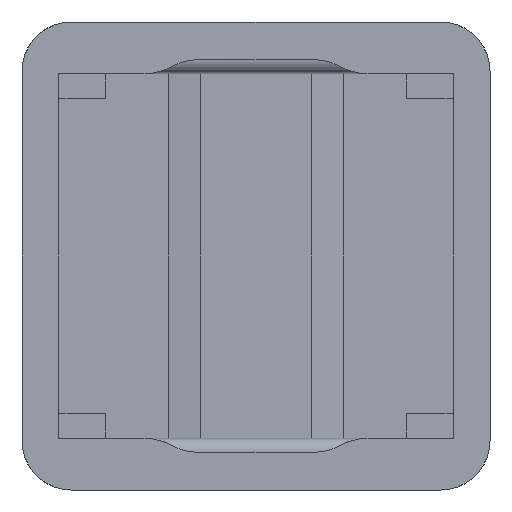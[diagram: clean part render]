
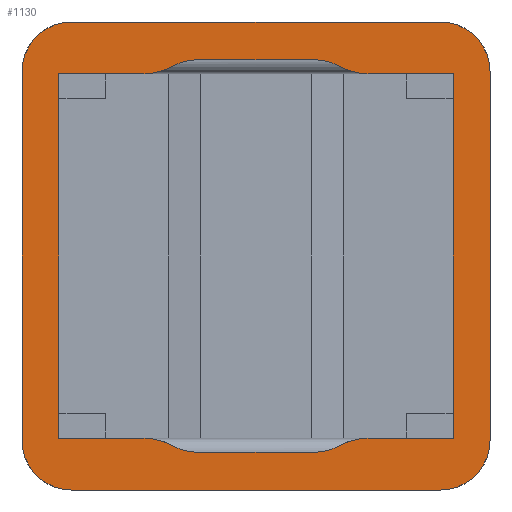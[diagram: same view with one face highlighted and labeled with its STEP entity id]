
A CAD part, front view. The second image highlights one B-rep face of the part: STEP entity #1130.
In plain terms, the highlighted planar face has unit normal (0, -1, 0).
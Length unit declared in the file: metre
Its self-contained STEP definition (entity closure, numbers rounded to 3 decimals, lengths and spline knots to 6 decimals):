
#12=CIRCLE('',#1175,0.002);
#13=CIRCLE('',#1178,0.002);
#14=CIRCLE('',#1181,0.002);
#15=CIRCLE('',#1184,0.002);
#17=CIRCLE('',#1189,0.00175);
#18=CIRCLE('',#1193,0.002);
#20=CIRCLE('',#1196,0.00175);
#21=CIRCLE('',#1200,0.002);
#23=CIRCLE('',#1205,0.00175);
#24=CIRCLE('',#1209,0.002);
#26=CIRCLE('',#1213,0.00175);
#27=CIRCLE('',#1217,0.002);
#278=ORIENTED_EDGE('',*,*,#417,.F.);
#279=ORIENTED_EDGE('',*,*,#456,.T.);
#280=ORIENTED_EDGE('',*,*,#420,.T.);
#281=ORIENTED_EDGE('',*,*,#482,.T.);
#282=ORIENTED_EDGE('',*,*,#527,.T.);
#283=ORIENTED_EDGE('',*,*,#538,.F.);
#284=ORIENTED_EDGE('',*,*,#537,.F.);
#285=ORIENTED_EDGE('',*,*,#487,.F.);
#286=ORIENTED_EDGE('',*,*,#432,.F.);
#287=ORIENTED_EDGE('',*,*,#463,.F.);
#288=ORIENTED_EDGE('',*,*,#405,.T.);
#289=ORIENTED_EDGE('',*,*,#477,.T.);
#290=ORIENTED_EDGE('',*,*,#514,.T.);
#291=ORIENTED_EDGE('',*,*,#520,.T.);
#292=ORIENTED_EDGE('',*,*,#507,.F.);
#293=ORIENTED_EDGE('',*,*,#472,.F.);
#294=ORIENTED_EDGE('',*,*,#531,.T.);
#295=ORIENTED_EDGE('',*,*,#502,.F.);
#296=ORIENTED_EDGE('',*,*,#518,.F.);
#297=ORIENTED_EDGE('',*,*,#509,.T.);
#298=ORIENTED_EDGE('',*,*,#493,.F.);
#299=ORIENTED_EDGE('',*,*,#533,.F.);
#300=ORIENTED_EDGE('',*,*,#499,.T.);
#301=ORIENTED_EDGE('',*,*,#523,.T.);
#405=EDGE_CURVE('',#570,#569,#677,.T.);
#417=EDGE_CURVE('',#579,#567,#689,.T.);
#420=EDGE_CURVE('',#583,#582,#692,.T.);
#432=EDGE_CURVE('',#592,#593,#704,.T.);
#456=EDGE_CURVE('',#579,#583,#728,.T.);
#463=EDGE_CURVE('',#570,#592,#735,.T.);
#472=EDGE_CURVE('',#567,#616,#12,.T.);
#477=EDGE_CURVE('',#569,#619,#13,.T.);
#482=EDGE_CURVE('',#582,#622,#14,.T.);
#487=EDGE_CURVE('',#593,#625,#15,.T.);
#493=EDGE_CURVE('',#631,#627,#757,.T.);
#499=EDGE_CURVE('',#633,#637,#763,.T.);
#502=EDGE_CURVE('',#640,#641,#17,.T.);
#507=EDGE_CURVE('',#616,#643,#18,.T.);
#509=EDGE_CURVE('',#645,#627,#20,.T.);
#514=EDGE_CURVE('',#619,#647,#21,.T.);
#518=EDGE_CURVE('',#645,#640,#774,.T.);
#520=EDGE_CURVE('',#647,#643,#776,.T.);
#523=EDGE_CURVE('',#637,#651,#23,.T.);
#527=EDGE_CURVE('',#622,#653,#24,.T.);
#531=EDGE_CURVE('',#651,#641,#783,.T.);
#533=EDGE_CURVE('',#633,#631,#26,.T.);
#537=EDGE_CURVE('',#625,#657,#27,.T.);
#538=EDGE_CURVE('',#657,#653,#786,.T.);
#567=VERTEX_POINT('',#1576);
#569=VERTEX_POINT('',#1580);
#570=VERTEX_POINT('',#1582);
#579=VERTEX_POINT('',#1602);
#582=VERTEX_POINT('',#1609);
#583=VERTEX_POINT('',#1611);
#592=VERTEX_POINT('',#1631);
#593=VERTEX_POINT('',#1633);
#616=VERTEX_POINT('',#1702);
#619=VERTEX_POINT('',#1719);
#622=VERTEX_POINT('',#1732);
#625=VERTEX_POINT('',#1741);
#627=VERTEX_POINT('',#1750);
#631=VERTEX_POINT('',#1758);
#633=VERTEX_POINT('',#1763);
#637=VERTEX_POINT('',#1771);
#640=VERTEX_POINT('',#1778);
#641=VERTEX_POINT('',#1780);
#643=VERTEX_POINT('',#1788);
#645=VERTEX_POINT('',#1798);
#647=VERTEX_POINT('',#1810);
#651=VERTEX_POINT('',#1826);
#653=VERTEX_POINT('',#1838);
#657=VERTEX_POINT('',#1856);
#677=LINE('',#1581,#813);
#689=LINE('',#1603,#825);
#692=LINE('',#1610,#828);
#704=LINE('',#1632,#840);
#728=LINE('',#1679,#864);
#735=LINE('',#1689,#871);
#757=LINE('',#1759,#893);
#763=LINE('',#1772,#899);
#774=LINE('',#1818,#910);
#776=LINE('',#1821,#912);
#783=LINE('',#1846,#919);
#786=LINE('',#1863,#922);
#813=VECTOR('',#1269,1.);
#825=VECTOR('',#1281,1.);
#828=VECTOR('',#1286,1.);
#840=VECTOR('',#1298,1.);
#864=VECTOR('',#1332,1.);
#871=VECTOR('',#1341,1.);
#893=VECTOR('',#1389,1.);
#899=VECTOR('',#1397,1.);
#910=VECTOR('',#1438,1.);
#912=VECTOR('',#1442,1.);
#919=VECTOR('',#1465,1.);
#922=VECTOR('',#1484,1.);
#969=EDGE_LOOP('',(#278,#279,#280,#281,#282,#283,#284,#285,#286,#287,#288,
#289,#290,#291,#292,#293));
#970=EDGE_LOOP('',(#294,#295,#296,#297,#298,#299,#300,#301));
#1029=FACE_BOUND('',#969,.T.);
#1030=FACE_BOUND('',#970,.T.);
#1077=PLANE('',#1218);
#1130=ADVANCED_FACE('',(#1029,#1030),#1077,.F.);
#1175=AXIS2_PLACEMENT_3D('',#1707,#1353,#1354);
#1178=AXIS2_PLACEMENT_3D('',#1720,#1362,#1363);
#1181=AXIS2_PLACEMENT_3D('',#1733,#1371,#1372);
#1184=AXIS2_PLACEMENT_3D('',#1746,#1380,#1381);
#1189=AXIS2_PLACEMENT_3D('',#1779,#1403,#1404);
#1193=AXIS2_PLACEMENT_3D('',#1793,#1414,#1415);
#1196=AXIS2_PLACEMENT_3D('',#1797,#1420,#1421);
#1200=AXIS2_PLACEMENT_3D('',#1811,#1431,#1432);
#1205=AXIS2_PLACEMENT_3D('',#1827,#1448,#1449);
#1209=AXIS2_PLACEMENT_3D('',#1839,#1458,#1459);
#1213=AXIS2_PLACEMENT_3D('',#1849,#1470,#1471);
#1217=AXIS2_PLACEMENT_3D('',#1861,#1480,#1481);
#1218=AXIS2_PLACEMENT_3D('',#1862,#1482,#1483);
#1269=DIRECTION('',(1.,0.,0.));
#1281=DIRECTION('',(-1.,0.,0.));
#1286=DIRECTION('',(-1.,0.,0.));
#1298=DIRECTION('',(1.,0.,0.));
#1332=DIRECTION('',(0.,0.,-1.));
#1341=DIRECTION('',(0.,0.,-1.));
#1353=DIRECTION('',(0.,1.,0.));
#1354=DIRECTION('',(-1.,0.,0.));
#1362=DIRECTION('',(0.,-1.,0.));
#1363=DIRECTION('',(1.,0.,0.));
#1371=DIRECTION('',(0.,-1.,0.));
#1372=DIRECTION('',(-1.,0.,0.));
#1380=DIRECTION('',(0.,1.,0.));
#1381=DIRECTION('',(1.,0.,0.));
#1389=DIRECTION('',(0.,0.,1.));
#1397=DIRECTION('',(1.,0.,0.));
#1403=DIRECTION('',(0.,1.,0.));
#1404=DIRECTION('',(-1.,0.,0.));
#1414=DIRECTION('',(0.,-1.,0.));
#1415=DIRECTION('',(-1.,0.,0.));
#1420=DIRECTION('',(0.,-1.,0.));
#1421=DIRECTION('',(1.,0.,0.));
#1431=DIRECTION('',(0.,1.,0.));
#1432=DIRECTION('',(1.,0.,0.));
#1438=DIRECTION('',(1.,0.,0.));
#1442=DIRECTION('',(1.,0.,0.));
#1448=DIRECTION('',(0.,-1.,0.));
#1449=DIRECTION('',(-1.,0.,0.));
#1458=DIRECTION('',(0.,1.,0.));
#1459=DIRECTION('',(-1.,0.,0.));
#1465=DIRECTION('',(0.,0.,1.));
#1470=DIRECTION('',(0.,1.,0.));
#1471=DIRECTION('',(1.,0.,0.));
#1480=DIRECTION('',(0.,-1.,0.));
#1481=DIRECTION('',(1.,0.,0.));
#1482=DIRECTION('',(0.,1.,0.));
#1483=DIRECTION('',(1.,0.,0.));
#1484=DIRECTION('',(1.,0.,0.));
#1576=CARTESIAN_POINT('',(0.00395,0.,0.006425));
#1580=CARTESIAN_POINT('',(-0.00395,0.,0.006425));
#1581=CARTESIAN_POINT('',(-0.00545,0.,0.006425));
#1582=CARTESIAN_POINT('',(-0.00695,0.,0.006425));
#1602=CARTESIAN_POINT('',(0.00695,0.,0.006425));
#1603=CARTESIAN_POINT('',(-0.00545,0.,0.006425));
#1609=CARTESIAN_POINT('',(0.00395,0.,-0.006425));
#1610=CARTESIAN_POINT('',(-0.004125,0.,-0.006425));
#1611=CARTESIAN_POINT('',(0.00695,0.,-0.006425));
#1631=CARTESIAN_POINT('',(-0.00695,0.,-0.006425));
#1632=CARTESIAN_POINT('',(-0.00545,0.,-0.006425));
#1633=CARTESIAN_POINT('',(-0.00395,0.,-0.006425));
#1679=CARTESIAN_POINT('',(0.00695,0.,-0.003213));
#1689=CARTESIAN_POINT('',(-0.00695,0.,-0.003213));
#1702=CARTESIAN_POINT('',(0.002982,0.,0.006675));
#1707=CARTESIAN_POINT('',(0.00395,0.,0.008425));
#1719=CARTESIAN_POINT('',(-0.002982,0.,0.006675));
#1720=CARTESIAN_POINT('',(-0.00395,0.,0.008425));
#1732=CARTESIAN_POINT('',(0.002982,0.,-0.006675));
#1733=CARTESIAN_POINT('',(0.00395,0.,-0.008425));
#1741=CARTESIAN_POINT('',(-0.002982,0.,-0.006675));
#1746=CARTESIAN_POINT('',(-0.00395,0.,-0.008425));
#1750=CARTESIAN_POINT('',(-0.00825,0.,0.0065));
#1758=CARTESIAN_POINT('',(-0.00825,0.,-0.0065));
#1759=CARTESIAN_POINT('',(-0.00825,0.,-0.004125));
#1763=CARTESIAN_POINT('',(-0.0065,0.,-0.00825));
#1771=CARTESIAN_POINT('',(0.0065,0.,-0.00825));
#1772=CARTESIAN_POINT('',(-0.004125,0.,-0.00825));
#1778=CARTESIAN_POINT('',(0.0065,0.,0.00825));
#1779=CARTESIAN_POINT('',(0.0065,0.,0.0065));
#1780=CARTESIAN_POINT('',(0.00825,0.,0.0065));
#1788=CARTESIAN_POINT('',(0.002014,0.,0.006925));
#1793=CARTESIAN_POINT('',(0.002014,0.,0.004925));
#1797=CARTESIAN_POINT('',(-0.0065,0.,0.0065));
#1798=CARTESIAN_POINT('',(-0.0065,0.,0.00825));
#1810=CARTESIAN_POINT('',(-0.002014,0.,0.006925));
#1811=CARTESIAN_POINT('',(-0.002014,0.,0.004925));
#1818=CARTESIAN_POINT('',(-0.004125,0.,0.00825));
#1821=CARTESIAN_POINT('',(-0.001007,0.,0.006925));
#1826=CARTESIAN_POINT('',(0.00825,0.,-0.0065));
#1827=CARTESIAN_POINT('',(0.0065,0.,-0.0065));
#1838=CARTESIAN_POINT('',(0.002014,0.,-0.006925));
#1839=CARTESIAN_POINT('',(0.002014,0.,-0.004925));
#1846=CARTESIAN_POINT('',(0.00825,0.,-0.004125));
#1849=CARTESIAN_POINT('',(-0.0065,0.,-0.0065));
#1856=CARTESIAN_POINT('',(-0.002014,0.,-0.006925));
#1861=CARTESIAN_POINT('',(-0.002014,0.,-0.004925));
#1862=CARTESIAN_POINT('',(-0.004125,0.,-0.004125));
#1863=CARTESIAN_POINT('',(-0.001007,0.,-0.006925));
